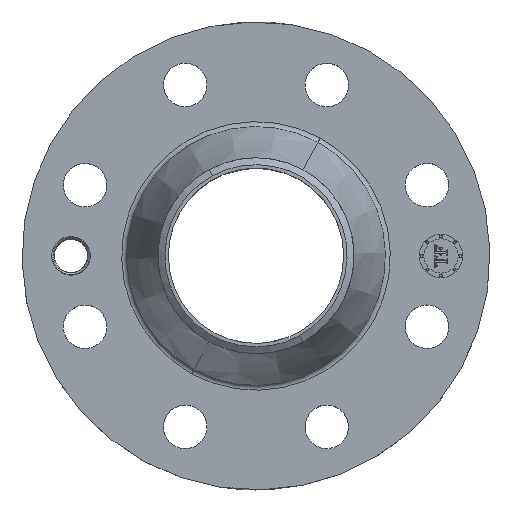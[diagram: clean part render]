
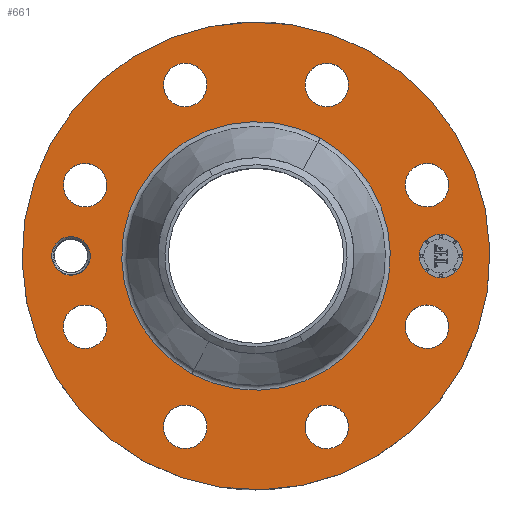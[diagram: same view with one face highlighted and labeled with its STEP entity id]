
A CAD part, top view. The second image highlights one B-rep face of the part: STEP entity #661.
In plain terms, the highlighted planar face has unit normal (0, 0, 1).
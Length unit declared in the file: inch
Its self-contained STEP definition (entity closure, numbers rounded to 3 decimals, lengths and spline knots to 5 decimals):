
#58=AXIS2_PLACEMENT_3D('Circle Axis2P3D',#56,#57,$) ;
#358=AXIS2_PLACEMENT_3D('Circle Axis2P3D',#356,#357,$) ;
#457=AXIS2_PLACEMENT_3D('Plane Axis2P3D',#454,#455,#456) ;
#465=AXIS2_PLACEMENT_3D('Circle Axis2P3D',#463,#464,$) ;
#474=AXIS2_PLACEMENT_3D('Circle Axis2P3D',#472,#473,$) ;
#483=AXIS2_PLACEMENT_3D('Circle Axis2P3D',#481,#482,$) ;
#492=AXIS2_PLACEMENT_3D('Circle Axis2P3D',#490,#491,$) ;
#501=AXIS2_PLACEMENT_3D('Circle Axis2P3D',#499,#500,$) ;
#510=AXIS2_PLACEMENT_3D('Circle Axis2P3D',#508,#509,$) ;
#519=AXIS2_PLACEMENT_3D('Circle Axis2P3D',#517,#518,$) ;
#528=AXIS2_PLACEMENT_3D('Circle Axis2P3D',#526,#527,$) ;
#537=AXIS2_PLACEMENT_3D('Circle Axis2P3D',#535,#536,$) ;
#546=AXIS2_PLACEMENT_3D('Circle Axis2P3D',#544,#545,$) ;
#555=AXIS2_PLACEMENT_3D('Circle Axis2P3D',#553,#554,$) ;
#564=AXIS2_PLACEMENT_3D('Circle Axis2P3D',#562,#563,$) ;
#573=AXIS2_PLACEMENT_3D('Circle Axis2P3D',#571,#572,$) ;
#582=AXIS2_PLACEMENT_3D('Circle Axis2P3D',#580,#581,$) ;
#591=AXIS2_PLACEMENT_3D('Circle Axis2P3D',#589,#590,$) ;
#600=AXIS2_PLACEMENT_3D('Circle Axis2P3D',#598,#599,$) ;
#609=AXIS2_PLACEMENT_3D('Circle Axis2P3D',#607,#608,$) ;
#618=AXIS2_PLACEMENT_3D('Circle Axis2P3D',#616,#617,$) ;
#627=AXIS2_PLACEMENT_3D('Circle Axis2P3D',#625,#626,$) ;
#636=AXIS2_PLACEMENT_3D('Circle Axis2P3D',#634,#635,$) ;
#645=AXIS2_PLACEMENT_3D('Circle Axis2P3D',#643,#644,$) ;
#654=AXIS2_PLACEMENT_3D('Circle Axis2P3D',#652,#653,$) ;
#53=CARTESIAN_POINT('Vertex',(-2.57691,-4.71701,1.75)) ;
#56=CARTESIAN_POINT('Axis2P3D Location',(0.,0.,1.75)) ;
#60=CARTESIAN_POINT('Vertex',(2.57691,4.71701,1.75)) ;
#356=CARTESIAN_POINT('Axis2P3D Location',(0.,0.,1.75)) ;
#454=CARTESIAN_POINT('Axis2P3D Location',(0.,5.375,1.75)) ;
#463=CARTESIAN_POINT('Axis2P3D Location',(-4.25,0.,1.75)) ;
#467=CARTESIAN_POINT('Vertex',(-4.63859,0.21229,1.75)) ;
#469=CARTESIAN_POINT('Vertex',(-3.86141,-0.21229,1.75)) ;
#472=CARTESIAN_POINT('Axis2P3D Location',(-4.25,0.,1.75)) ;
#481=CARTESIAN_POINT('Axis2P3D Location',(3.92649,-1.6264,1.75)) ;
#485=CARTESIAN_POINT('Vertex',(3.4877,-1.38669,1.75)) ;
#487=CARTESIAN_POINT('Vertex',(4.36528,-1.86612,1.75)) ;
#490=CARTESIAN_POINT('Axis2P3D Location',(3.92649,-1.6264,1.75)) ;
#499=CARTESIAN_POINT('Axis2P3D Location',(0.,0.,1.75)) ;
#503=CARTESIAN_POINT('Vertex',(-1.47909,-2.70746,1.75)) ;
#505=CARTESIAN_POINT('Vertex',(1.47909,2.70746,1.75)) ;
#508=CARTESIAN_POINT('Axis2P3D Location',(0.,0.,1.75)) ;
#517=CARTESIAN_POINT('Axis2P3D Location',(1.6264,-3.92649,1.75)) ;
#521=CARTESIAN_POINT('Vertex',(1.76717,-4.40626,1.75)) ;
#523=CARTESIAN_POINT('Vertex',(1.48563,-3.44671,1.75)) ;
#526=CARTESIAN_POINT('Axis2P3D Location',(1.6264,-3.92649,1.75)) ;
#535=CARTESIAN_POINT('Axis2P3D Location',(-1.6264,-3.92649,1.75)) ;
#539=CARTESIAN_POINT('Vertex',(-1.86612,-4.36528,1.75)) ;
#541=CARTESIAN_POINT('Vertex',(-1.38669,-3.4877,1.75)) ;
#544=CARTESIAN_POINT('Axis2P3D Location',(-1.6264,-3.92649,1.75)) ;
#553=CARTESIAN_POINT('Axis2P3D Location',(-3.92649,-1.6264,1.75)) ;
#557=CARTESIAN_POINT('Vertex',(-4.40626,-1.76717,1.75)) ;
#559=CARTESIAN_POINT('Vertex',(-3.44671,-1.48563,1.75)) ;
#562=CARTESIAN_POINT('Axis2P3D Location',(-3.92649,-1.6264,1.75)) ;
#571=CARTESIAN_POINT('Axis2P3D Location',(-3.92649,1.6264,1.75)) ;
#575=CARTESIAN_POINT('Vertex',(-4.36528,1.86612,1.75)) ;
#577=CARTESIAN_POINT('Vertex',(-3.4877,1.38669,1.75)) ;
#580=CARTESIAN_POINT('Axis2P3D Location',(-3.92649,1.6264,1.75)) ;
#589=CARTESIAN_POINT('Axis2P3D Location',(-1.6264,3.92649,1.75)) ;
#593=CARTESIAN_POINT('Vertex',(-1.76717,4.40626,1.75)) ;
#595=CARTESIAN_POINT('Vertex',(-1.48563,3.44671,1.75)) ;
#598=CARTESIAN_POINT('Axis2P3D Location',(-1.6264,3.92649,1.75)) ;
#607=CARTESIAN_POINT('Axis2P3D Location',(1.6264,3.92649,1.75)) ;
#611=CARTESIAN_POINT('Vertex',(1.86612,4.36528,1.75)) ;
#613=CARTESIAN_POINT('Vertex',(1.38669,3.4877,1.75)) ;
#616=CARTESIAN_POINT('Axis2P3D Location',(1.6264,3.92649,1.75)) ;
#625=CARTESIAN_POINT('Axis2P3D Location',(3.92649,1.6264,1.75)) ;
#629=CARTESIAN_POINT('Vertex',(4.40626,1.76717,1.75)) ;
#631=CARTESIAN_POINT('Vertex',(3.44671,1.48563,1.75)) ;
#634=CARTESIAN_POINT('Axis2P3D Location',(3.92649,1.6264,1.75)) ;
#643=CARTESIAN_POINT('Axis2P3D Location',(4.25,0.,1.75)) ;
#647=CARTESIAN_POINT('Vertex',(4.25,0.5,1.75)) ;
#649=CARTESIAN_POINT('Vertex',(4.25,-0.5,1.75)) ;
#652=CARTESIAN_POINT('Axis2P3D Location',(4.25,0.,1.75)) ;
#57=DIRECTION('Axis2P3D Direction',(0.,0.,-0.039)) ;
#357=DIRECTION('Axis2P3D Direction',(0.,0.,-0.039)) ;
#455=DIRECTION('Axis2P3D Direction',(0.,0.,-0.039)) ;
#456=DIRECTION('Axis2P3D XDirection',(0.039,0.,0.)) ;
#464=DIRECTION('Axis2P3D Direction',(0.,0.,-0.039)) ;
#473=DIRECTION('Axis2P3D Direction',(0.,0.,-0.039)) ;
#482=DIRECTION('Axis2P3D Direction',(0.,0.,-0.039)) ;
#491=DIRECTION('Axis2P3D Direction',(0.,0.,-0.039)) ;
#500=DIRECTION('Axis2P3D Direction',(0.,0.,-0.039)) ;
#509=DIRECTION('Axis2P3D Direction',(0.,0.,-0.039)) ;
#518=DIRECTION('Axis2P3D Direction',(0.,0.,-0.039)) ;
#527=DIRECTION('Axis2P3D Direction',(0.,0.,-0.039)) ;
#536=DIRECTION('Axis2P3D Direction',(0.,0.,-0.039)) ;
#545=DIRECTION('Axis2P3D Direction',(0.,0.,-0.039)) ;
#554=DIRECTION('Axis2P3D Direction',(0.,0.,-0.039)) ;
#563=DIRECTION('Axis2P3D Direction',(0.,0.,-0.039)) ;
#572=DIRECTION('Axis2P3D Direction',(0.,0.,-0.039)) ;
#581=DIRECTION('Axis2P3D Direction',(0.,0.,-0.039)) ;
#590=DIRECTION('Axis2P3D Direction',(0.,0.,-0.039)) ;
#599=DIRECTION('Axis2P3D Direction',(0.,0.,-0.039)) ;
#608=DIRECTION('Axis2P3D Direction',(0.,0.,-0.039)) ;
#617=DIRECTION('Axis2P3D Direction',(0.,0.,-0.039)) ;
#626=DIRECTION('Axis2P3D Direction',(0.,0.,-0.039)) ;
#635=DIRECTION('Axis2P3D Direction',(0.,0.,-0.039)) ;
#644=DIRECTION('Axis2P3D Direction',(0.,0.,-0.039)) ;
#653=DIRECTION('Axis2P3D Direction',(0.,0.,-0.039)) ;
#460=ORIENTED_EDGE('',*,*,#360,.F.) ;
#461=ORIENTED_EDGE('',*,*,#62,.F.) ;
#478=ORIENTED_EDGE('',*,*,#471,.T.) ;
#479=ORIENTED_EDGE('',*,*,#476,.T.) ;
#496=ORIENTED_EDGE('',*,*,#489,.T.) ;
#497=ORIENTED_EDGE('',*,*,#494,.T.) ;
#514=ORIENTED_EDGE('',*,*,#507,.T.) ;
#515=ORIENTED_EDGE('',*,*,#512,.T.) ;
#532=ORIENTED_EDGE('',*,*,#525,.T.) ;
#533=ORIENTED_EDGE('',*,*,#530,.T.) ;
#550=ORIENTED_EDGE('',*,*,#543,.T.) ;
#551=ORIENTED_EDGE('',*,*,#548,.T.) ;
#568=ORIENTED_EDGE('',*,*,#561,.T.) ;
#569=ORIENTED_EDGE('',*,*,#566,.T.) ;
#586=ORIENTED_EDGE('',*,*,#579,.T.) ;
#587=ORIENTED_EDGE('',*,*,#584,.T.) ;
#604=ORIENTED_EDGE('',*,*,#597,.T.) ;
#605=ORIENTED_EDGE('',*,*,#602,.T.) ;
#622=ORIENTED_EDGE('',*,*,#615,.T.) ;
#623=ORIENTED_EDGE('',*,*,#620,.T.) ;
#640=ORIENTED_EDGE('',*,*,#633,.T.) ;
#641=ORIENTED_EDGE('',*,*,#638,.T.) ;
#658=ORIENTED_EDGE('',*,*,#651,.T.) ;
#659=ORIENTED_EDGE('',*,*,#656,.T.) ;
#480=FACE_BOUND('',#477,.T.) ;
#498=FACE_BOUND('',#495,.T.) ;
#516=FACE_BOUND('',#513,.T.) ;
#534=FACE_BOUND('',#531,.T.) ;
#552=FACE_BOUND('',#549,.T.) ;
#570=FACE_BOUND('',#567,.T.) ;
#588=FACE_BOUND('',#585,.T.) ;
#606=FACE_BOUND('',#603,.T.) ;
#624=FACE_BOUND('',#621,.T.) ;
#642=FACE_BOUND('',#639,.T.) ;
#660=FACE_BOUND('',#657,.T.) ;
#661=ADVANCED_FACE('PartBody',(#462,#480,#498,#516,#534,#552,#570,#588,#606,#624,#642,#660),#458,.F.) ;
#59=CIRCLE('generated circle',#58,5.375) ;
#359=CIRCLE('generated circle',#358,5.375) ;
#466=CIRCLE('generated circle',#465,0.4428) ;
#475=CIRCLE('generated circle',#474,0.4428) ;
#484=CIRCLE('generated circle',#483,0.5) ;
#493=CIRCLE('generated circle',#492,0.5) ;
#502=CIRCLE('generated circle',#501,3.08513) ;
#511=CIRCLE('generated circle',#510,3.08513) ;
#520=CIRCLE('generated circle',#519,0.5) ;
#529=CIRCLE('generated circle',#528,0.5) ;
#538=CIRCLE('generated circle',#537,0.5) ;
#547=CIRCLE('generated circle',#546,0.5) ;
#556=CIRCLE('generated circle',#555,0.5) ;
#565=CIRCLE('generated circle',#564,0.5) ;
#574=CIRCLE('generated circle',#573,0.5) ;
#583=CIRCLE('generated circle',#582,0.5) ;
#592=CIRCLE('generated circle',#591,0.5) ;
#601=CIRCLE('generated circle',#600,0.5) ;
#610=CIRCLE('generated circle',#609,0.5) ;
#619=CIRCLE('generated circle',#618,0.5) ;
#628=CIRCLE('generated circle',#627,0.5) ;
#637=CIRCLE('generated circle',#636,0.5) ;
#646=CIRCLE('generated circle',#645,0.5) ;
#655=CIRCLE('generated circle',#654,0.5) ;
#62=EDGE_CURVE('',#54,#61,#59,.T.) ;
#360=EDGE_CURVE('',#61,#54,#359,.T.) ;
#471=EDGE_CURVE('',#468,#470,#466,.T.) ;
#476=EDGE_CURVE('',#470,#468,#475,.T.) ;
#489=EDGE_CURVE('',#486,#488,#484,.T.) ;
#494=EDGE_CURVE('',#488,#486,#493,.T.) ;
#507=EDGE_CURVE('',#504,#506,#502,.T.) ;
#512=EDGE_CURVE('',#506,#504,#511,.T.) ;
#525=EDGE_CURVE('',#522,#524,#520,.T.) ;
#530=EDGE_CURVE('',#524,#522,#529,.T.) ;
#543=EDGE_CURVE('',#540,#542,#538,.T.) ;
#548=EDGE_CURVE('',#542,#540,#547,.T.) ;
#561=EDGE_CURVE('',#558,#560,#556,.T.) ;
#566=EDGE_CURVE('',#560,#558,#565,.T.) ;
#579=EDGE_CURVE('',#576,#578,#574,.T.) ;
#584=EDGE_CURVE('',#578,#576,#583,.T.) ;
#597=EDGE_CURVE('',#594,#596,#592,.T.) ;
#602=EDGE_CURVE('',#596,#594,#601,.T.) ;
#615=EDGE_CURVE('',#612,#614,#610,.T.) ;
#620=EDGE_CURVE('',#614,#612,#619,.T.) ;
#633=EDGE_CURVE('',#630,#632,#628,.T.) ;
#638=EDGE_CURVE('',#632,#630,#637,.T.) ;
#651=EDGE_CURVE('',#648,#650,#646,.T.) ;
#656=EDGE_CURVE('',#650,#648,#655,.T.) ;
#459=EDGE_LOOP('',(#460,#461)) ;
#477=EDGE_LOOP('',(#478,#479)) ;
#495=EDGE_LOOP('',(#496,#497)) ;
#513=EDGE_LOOP('',(#514,#515)) ;
#531=EDGE_LOOP('',(#532,#533)) ;
#549=EDGE_LOOP('',(#550,#551)) ;
#567=EDGE_LOOP('',(#568,#569)) ;
#585=EDGE_LOOP('',(#586,#587)) ;
#603=EDGE_LOOP('',(#604,#605)) ;
#621=EDGE_LOOP('',(#622,#623)) ;
#639=EDGE_LOOP('',(#640,#641)) ;
#657=EDGE_LOOP('',(#658,#659)) ;
#462=FACE_OUTER_BOUND('',#459,.T.) ;
#458=PLANE('',#457) ;
#54=VERTEX_POINT('',#53) ;
#61=VERTEX_POINT('',#60) ;
#468=VERTEX_POINT('',#467) ;
#470=VERTEX_POINT('',#469) ;
#486=VERTEX_POINT('',#485) ;
#488=VERTEX_POINT('',#487) ;
#504=VERTEX_POINT('',#503) ;
#506=VERTEX_POINT('',#505) ;
#522=VERTEX_POINT('',#521) ;
#524=VERTEX_POINT('',#523) ;
#540=VERTEX_POINT('',#539) ;
#542=VERTEX_POINT('',#541) ;
#558=VERTEX_POINT('',#557) ;
#560=VERTEX_POINT('',#559) ;
#576=VERTEX_POINT('',#575) ;
#578=VERTEX_POINT('',#577) ;
#594=VERTEX_POINT('',#593) ;
#596=VERTEX_POINT('',#595) ;
#612=VERTEX_POINT('',#611) ;
#614=VERTEX_POINT('',#613) ;
#630=VERTEX_POINT('',#629) ;
#632=VERTEX_POINT('',#631) ;
#648=VERTEX_POINT('',#647) ;
#650=VERTEX_POINT('',#649) ;
